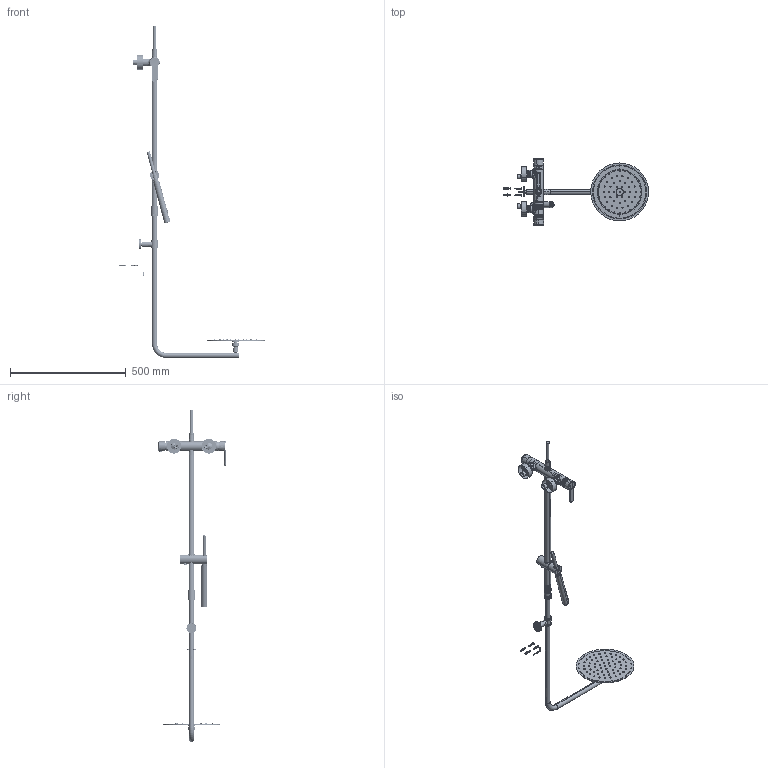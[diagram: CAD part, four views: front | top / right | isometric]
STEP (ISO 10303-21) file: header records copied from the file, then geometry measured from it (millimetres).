
FILE_DESCRIPTION((''),'2;1');
FILE_NAME('C200403221_ASM','2012-03-31T',('AdrianoZ'),(''),'PRO/ENGINEER BY PARAMETRIC TECHNOLOGY CORPORATION, 2004150','PRO/ENGINEER BY PARAMETRIC TECHNOLOGY CORPORATION, 2004150','');
FILE_SCHEMA(('CONFIG_CONTROL_DESIGN'));
Length unit declared in the file: millimetre
Products named in the file (72): PRT0001; PRT0002; PRT0003; PRT0004; PRT0005; PRT0006; PRT0007; PRT0008; P95193_00_ASM_ASM; PRT0009; PRT0010; PRT0011; PRT0012; PRT0013; PRT0014; PR96110_01_ASM_ASM; PRT0015; PRT0016; PRT0017; PRT0018; P96794_00_ASM_ASM; PRT0019; PRT0020; P32544; P50166_01; ASM0001_T2_ASM; PR443_402_T2_ASM; 46041; 46042; 99333_ASM; 45482; ORM_0120-20; 46043; 33014; ORM_0230-25; 99334; 99335_ASM; 46044; 46045; PRG0078_ANELLO ...
Assembly tree (82 placements, depth 6):
  C200403221_ASM
    PR443_402_T2_ASM
      ASM0001_T2_ASM
        PRT0001
        PRT0002
        PRT0003
        PRT0004
        PRT0005  x2
        PRT0006  x2
        P95193_00_ASM_ASM
          PRT0007
          PRT0008
        PRT0009
        PRT0010
        PRT0011
        PR96110_01_ASM_ASM  x2
          PRT0012
          PRT0013
          PRT0014
        PRT0015
        P96794_00_ASM_ASM
          PRT0016
          PRT0017
          PRT0018
        PRT0019
        PRT0020
        P32544
        P50166_01
    99339_ASM
      99335_ASM
        99333_ASM
          46041
          46042
        45482
        ORM_0120-20
        46043
        33014
        ORM_0230-25
        99334
      99338_AF0_ASM
        99336_ASM
          46044
          46045
          PRG0078_ANELLO  x3
          46046
        OR_123  x2
        52672
        46047
        OR_2087
        P44627
        99337_ASM
          33015
          SU_23_CP_ASM
            SU_23
            ORM_0370-20
          RO_147
          GR_18
          ORM_0220-25  x2
        OR_2031
      98294_ASM
Bounding box: 627 x 289.7 x 1433.6 mm (x, y, z)
Volume: 946994.5 mm3; surface area: 663041.8 mm2
Topology: 68 solids, 85 shells, 4293 faces, 10800 edges, 6887 vertices
Faces by surface type: cylinder 1553, plane 1444, cone 535, torus 465, bspline 258, sphere 36, extrusion 2
Entity records: 139961 total; most frequent: CARTESIAN_POINT 44870, DIRECTION 20495, ORIENTED_EDGE 19228, EDGE_CURVE 9643, AXIS2_PLACEMENT_3D 8356, VERTEX_POINT 6189, CIRCLE 4460, EDGE_LOOP 4317
